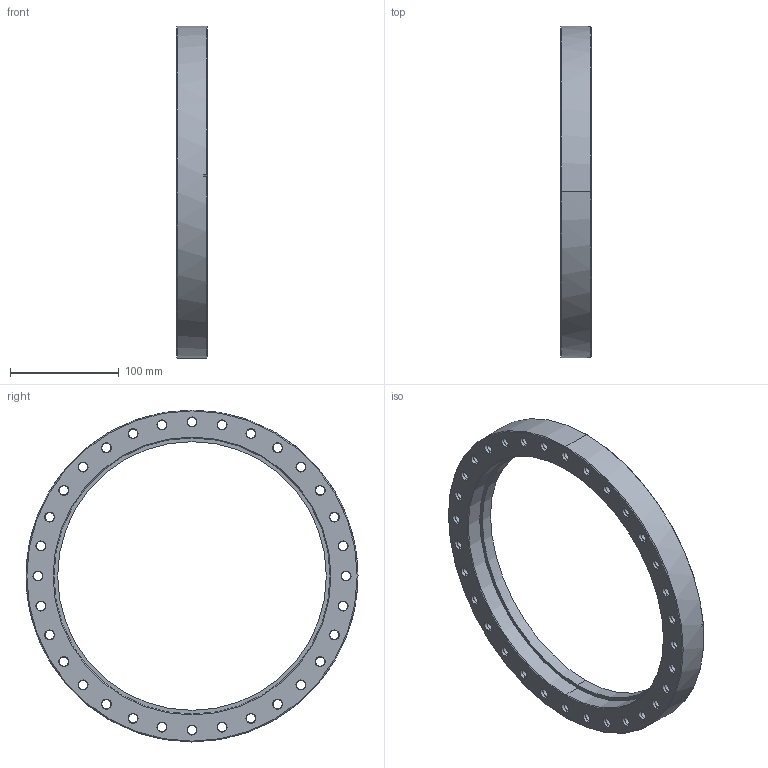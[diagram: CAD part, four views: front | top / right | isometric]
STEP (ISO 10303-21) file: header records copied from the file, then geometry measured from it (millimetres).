
FILE_DESCRIPTION (( 'STEP AP203' ), '1' );
FILE_NAME ('110059_A.STEP', '2024-03-18T08:00:55', ( '' ), ( '' ), 'SwSTEP 2.0', 'SolidWorks 2022', '' );
FILE_SCHEMA (( 'CONFIG_CONTROL_DESIGN' ));
Length unit declared in the file: inch
Products named in the file (1): 110059_A
Bounding box: 28.45 x 305.99 x 305.99 mm (x, y, z)
Volume: 607182.7 mm3; surface area: 120668.7 mm2
Topology: 1 solids, 1 shells, 228 faces, 532 edges, 307 vertices
Faces by surface type: cone 137, cylinder 76, plane 9, torus 6
Entity records: 6694 total; most frequent: DIRECTION 1285, CARTESIAN_POINT 1092, ORIENTED_EDGE 1064, EDGE_CURVE 532, AXIS2_PLACEMENT_3D 532, VERTEX_POINT 307, CIRCLE 303, EDGE_LOOP 295
